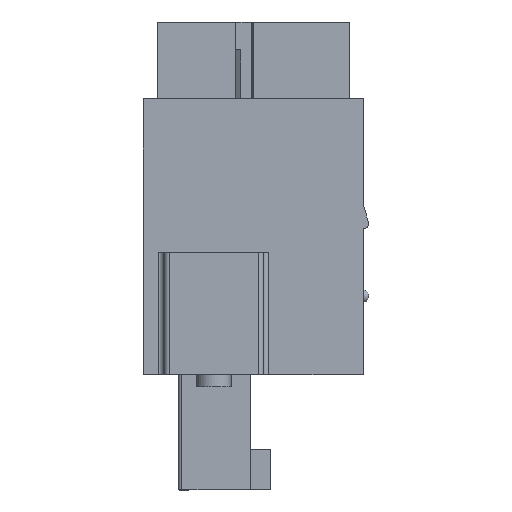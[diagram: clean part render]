
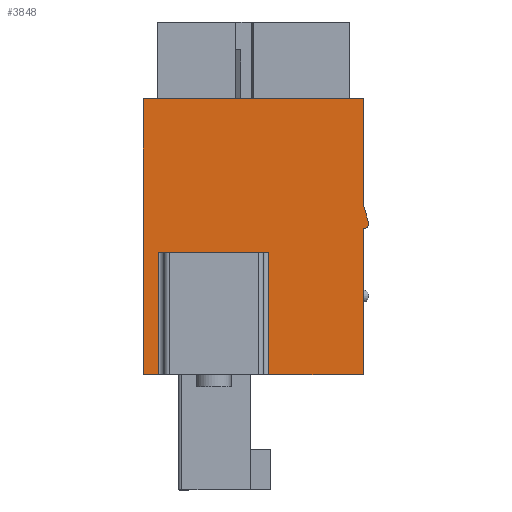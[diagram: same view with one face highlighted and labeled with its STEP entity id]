
A CAD part, left-side view. The second image highlights one B-rep face of the part: STEP entity #3848.
In plain terms, the highlighted planar face has unit normal (-1, 0, 0).
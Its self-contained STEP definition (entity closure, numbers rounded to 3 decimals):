
#3848 = ADVANCED_FACE( '', ( #7743 ), #7744, .F. );
#7743 = FACE_OUTER_BOUND( '', #11624, .T. );
#7744 = PLANE( '', #11625 );
#11624 = EDGE_LOOP( '', ( #23154, #23155, #23156, #23157, #23158, #23159, #23160, #23161, #23162, #23163, #23164 ) );
#11625 = AXIS2_PLACEMENT_3D( '', #23165, #23166, #23167 );
#23154 = ORIENTED_EDGE( '', *, *, #23970, .F. );
#23155 = ORIENTED_EDGE( '', *, *, #25465, .T. );
#23156 = ORIENTED_EDGE( '', *, *, #26229, .F. );
#23157 = ORIENTED_EDGE( '', *, *, #28125, .F. );
#23158 = ORIENTED_EDGE( '', *, *, #26173, .F. );
#23159 = ORIENTED_EDGE( '', *, *, #27378, .F. );
#23160 = ORIENTED_EDGE( '', *, *, #25722, .F. );
#23161 = ORIENTED_EDGE( '', *, *, #28276, .F. );
#23162 = ORIENTED_EDGE( '', *, *, #27535, .F. );
#23163 = ORIENTED_EDGE( '', *, *, #26221, .F. );
#23164 = ORIENTED_EDGE( '', *, *, #24032, .T. );
#23165 = CARTESIAN_POINT( '', ( -23.255, 0., 0. ) );
#23166 = DIRECTION( '', ( 1., 0., 0. ) );
#23167 = DIRECTION( '', ( 0., 0., -1. ) );
#23970 = EDGE_CURVE( '', #28940, #28942, #28943, .T. );
#24032 = EDGE_CURVE( '', #29047, #28942, #29048, .F. );
#25465 = EDGE_CURVE( '', #28940, #31478, #31481, .F. );
#25722 = EDGE_CURVE( '', #31892, #31894, #31895, .T. );
#26173 = EDGE_CURVE( '', #32580, #32582, #32583, .T. );
#26221 = EDGE_CURVE( '', #29047, #32654, #32655, .T. );
#26229 = EDGE_CURVE( '', #32664, #31478, #32666, .T. );
#27378 = EDGE_CURVE( '', #31894, #32580, #34273, .T. );
#27535 = EDGE_CURVE( '', #32654, #34465, #34466, .T. );
#28125 = EDGE_CURVE( '', #32582, #32664, #35149, .T. );
#28276 = EDGE_CURVE( '', #34465, #31892, #35306, .T. );
#28940 = VERTEX_POINT( '', #36192 );
#28942 = VERTEX_POINT( '', #36194 );
#28943 = LINE( '', #36195, #36196 );
#29047 = VERTEX_POINT( '', #36345 );
#29048 = LINE( '', #36346, #36347 );
#31478 = VERTEX_POINT( '', #39941 );
#31481 = LINE( '', #39944, #39945 );
#31892 = VERTEX_POINT( '', #40545 );
#31894 = VERTEX_POINT( '', #40548 );
#31895 = LINE( '', #40549, #40550 );
#32580 = VERTEX_POINT( '', #41572 );
#32582 = VERTEX_POINT( '', #41575 );
#32583 = CIRCLE( '', #41576, 0.3 );
#32654 = VERTEX_POINT( '', #41682 );
#32655 = LINE( '', #41683, #41684 );
#32664 = VERTEX_POINT( '', #41695 );
#32666 = LINE( '', #41698, #41699 );
#34273 = LINE( '', #44104, #44105 );
#34465 = VERTEX_POINT( '', #44393 );
#34466 = LINE( '', #44394, #44395 );
#35149 = LINE( '', #45410, #45411 );
#35306 = LINE( '', #45642, #45643 );
#36192 = CARTESIAN_POINT( '', ( -23.255, -0.875, -0.9 ) );
#36194 = CARTESIAN_POINT( '', ( -23.255, 5.425, -0.9 ) );
#36195 = CARTESIAN_POINT( '', ( -23.255, -0.575, -0.9 ) );
#36196 = VECTOR( '', #46080, 1000. );
#36345 = CARTESIAN_POINT( '', ( -23.255, 5.425, -7.9 ) );
#36346 = CARTESIAN_POINT( '', ( -23.255, 5.425, -0.9 ) );
#36347 = VECTOR( '', #46135, 1000. );
#39941 = CARTESIAN_POINT( '', ( -23.255, -0.875, -7.9 ) );
#39944 = CARTESIAN_POINT( '', ( -23.255, -0.875, -7.9 ) );
#39945 = VECTOR( '', #47496, 1000. );
#40545 = CARTESIAN_POINT( '', ( -23.255, -6.3, 7.9 ) );
#40548 = CARTESIAN_POINT( '', ( -23.255, -6.3, 1.85 ) );
#40549 = CARTESIAN_POINT( '', ( -23.255, -6.3, 7.9 ) );
#40550 = VECTOR( '', #47735, 1000. );
#41572 = CARTESIAN_POINT( '', ( -23.255, -6.589, 0.832 ) );
#41575 = CARTESIAN_POINT( '', ( -23.255, -6.3, 0.45 ) );
#41576 = AXIS2_PLACEMENT_3D( '', #48150, #48151, #48152 );
#41682 = CARTESIAN_POINT( '', ( -23.255, 6.3, -7.9 ) );
#41683 = CARTESIAN_POINT( '', ( -23.255, -6.3, -7.9 ) );
#41684 = VECTOR( '', #48221, 1000. );
#41695 = CARTESIAN_POINT( '', ( -23.255, -6.3, -7.9 ) );
#41698 = CARTESIAN_POINT( '', ( -23.255, -6.3, -7.9 ) );
#41699 = VECTOR( '', #48237, 1000. );
#44104 = CARTESIAN_POINT( '', ( -23.255, -6.3, 1.85 ) );
#44105 = VECTOR( '', #49211, 1000. );
#44393 = CARTESIAN_POINT( '', ( -23.255, 6.3, 7.9 ) );
#44394 = CARTESIAN_POINT( '', ( -23.255, 6.3, -7.9 ) );
#44395 = VECTOR( '', #49332, 1000. );
#45410 = CARTESIAN_POINT( '', ( -23.255, -6.3, 7.9 ) );
#45411 = VECTOR( '', #49722, 1000. );
#45642 = CARTESIAN_POINT( '', ( -23.255, 6.3, 7.9 ) );
#45643 = VECTOR( '', #49809, 1000. );
#46080 = DIRECTION( '', ( 0., 1., 0. ) );
#46135 = DIRECTION( '', ( 0., 0., -1. ) );
#47496 = DIRECTION( '', ( 0., 0., 1. ) );
#47735 = DIRECTION( '', ( 0., 0., -1. ) );
#48150 = CARTESIAN_POINT( '', ( -23.255, -6.3, 0.75 ) );
#48151 = DIRECTION( '', ( 1., 0., 0. ) );
#48152 = DIRECTION( '', ( 0., 1., 0. ) );
#48221 = DIRECTION( '', ( 0., 1., 0. ) );
#48237 = DIRECTION( '', ( 0., 1., 0. ) );
#49211 = DIRECTION( '', ( 0., -0.273, -0.962 ) );
#49332 = DIRECTION( '', ( 0., 0., 1. ) );
#49722 = DIRECTION( '', ( 0., 0., -1. ) );
#49809 = DIRECTION( '', ( 0., -1., 0. ) );
